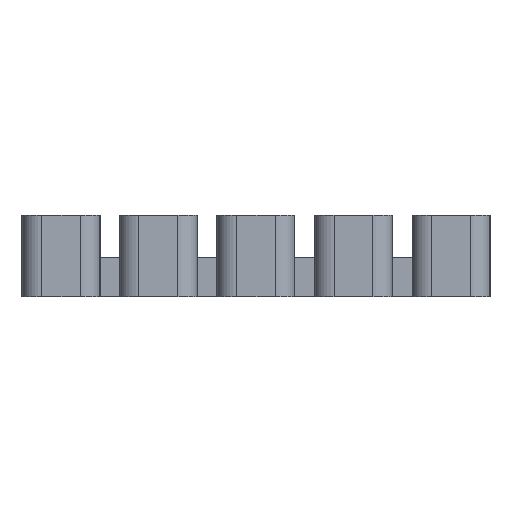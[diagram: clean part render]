
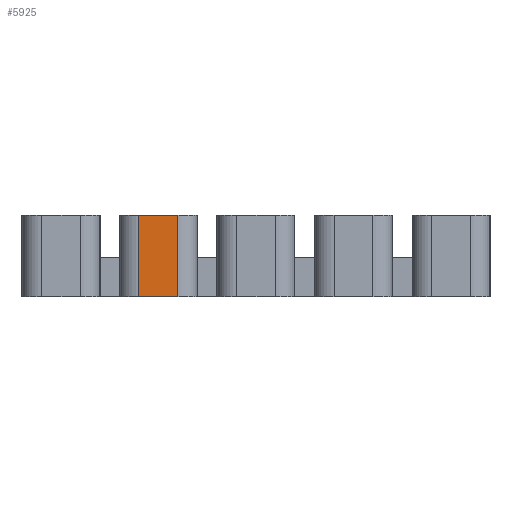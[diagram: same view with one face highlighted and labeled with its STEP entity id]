
A CAD part, left-side view. The second image highlights one B-rep face of the part: STEP entity #5925.
In plain terms, the highlighted planar face has unit normal (-1, 0, 0).
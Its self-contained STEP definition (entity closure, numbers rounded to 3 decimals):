
#1362=AXIS2_PLACEMENT_3D('Plane Axis2P3D',#1359,#1360,#1361) ;
#1359=CARTESIAN_POINT('Axis2P3D Location',(0.,4.,0.)) ;
#5878=CARTESIAN_POINT('Vertex',(0.,18.,4.2)) ;
#5885=CARTESIAN_POINT('Vertex',(0.,18.,0.)) ;
#5888=CARTESIAN_POINT('Line Origine',(0.,18.,2.1)) ;
#5900=CARTESIAN_POINT('Line Origine',(0.,17.,0.)) ;
#5904=CARTESIAN_POINT('Vertex',(0.,16.,0.)) ;
#5907=CARTESIAN_POINT('Line Origine',(0.,16.,2.1)) ;
#5911=CARTESIAN_POINT('Vertex',(0.,16.,4.2)) ;
#5914=CARTESIAN_POINT('Line Origine',(0.,17.,4.2)) ;
#1360=DIRECTION('Axis2P3D Direction',(-1.,0.,0.)) ;
#1361=DIRECTION('Axis2P3D XDirection',(0.,-1.,0.)) ;
#5889=DIRECTION('Vector Direction',(0.,0.,1.)) ;
#5901=DIRECTION('Vector Direction',(0.,-1.,0.)) ;
#5908=DIRECTION('Vector Direction',(0.,0.,1.)) ;
#5915=DIRECTION('Vector Direction',(0.,-1.,0.)) ;
#5890=VECTOR('Line Direction',#5889,1.) ;
#5902=VECTOR('Line Direction',#5901,1.) ;
#5909=VECTOR('Line Direction',#5908,1.) ;
#5916=VECTOR('Line Direction',#5915,1.) ;
#5920=ORIENTED_EDGE('',*,*,#5906,.T.) ;
#5921=ORIENTED_EDGE('',*,*,#5913,.T.) ;
#5922=ORIENTED_EDGE('',*,*,#5918,.F.) ;
#5923=ORIENTED_EDGE('',*,*,#5892,.F.) ;
#5925=ADVANCED_FACE('PartBody',(#5924),#1363,.T.) ;
#5892=EDGE_CURVE('',#5886,#5879,#5891,.T.) ;
#5906=EDGE_CURVE('',#5886,#5905,#5903,.T.) ;
#5913=EDGE_CURVE('',#5905,#5912,#5910,.T.) ;
#5918=EDGE_CURVE('',#5879,#5912,#5917,.T.) ;
#5919=EDGE_LOOP('',(#5920,#5921,#5922,#5923)) ;
#5924=FACE_OUTER_BOUND('',#5919,.T.) ;
#5891=LINE('Line',#5888,#5890) ;
#5903=LINE('Line',#5900,#5902) ;
#5910=LINE('Line',#5907,#5909) ;
#5917=LINE('Line',#5914,#5916) ;
#1363=PLANE('Plane',#1362) ;
#5879=VERTEX_POINT('',#5878) ;
#5886=VERTEX_POINT('',#5885) ;
#5905=VERTEX_POINT('',#5904) ;
#5912=VERTEX_POINT('',#5911) ;
